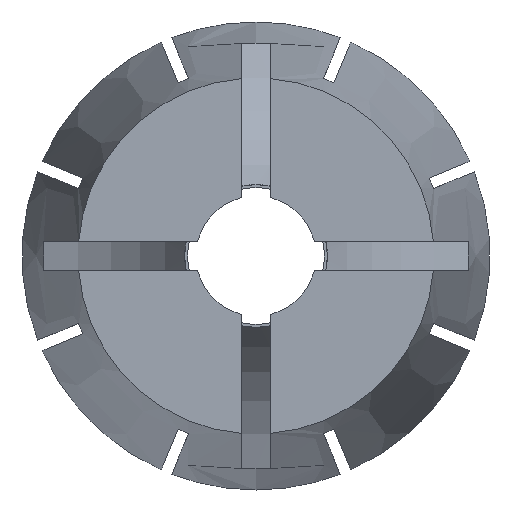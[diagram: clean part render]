
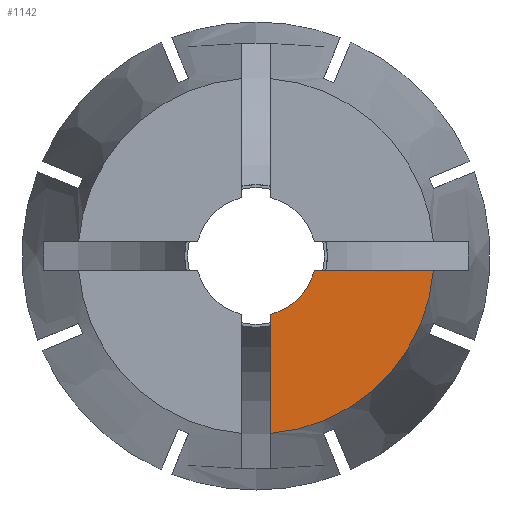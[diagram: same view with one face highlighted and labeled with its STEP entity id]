
A CAD part, left-side view. The second image highlights one B-rep face of the part: STEP entity #1142.
In plain terms, the highlighted planar face has unit normal (-1, 0, 0).
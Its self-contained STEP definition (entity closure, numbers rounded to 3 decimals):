
#75 = VECTOR ( 'NONE', #1104, 1000. ) ;
#118 = LINE ( 'NONE', #2481, #1615 ) ;
#182 = LINE ( 'NONE', #1148, #75 ) ;
#220 = EDGE_CURVE ( 'NONE', #3888, #1946, #3609, .T. ) ;
#232 = CIRCLE ( 'NONE', #2742, 5.265 ) ;
#431 = AXIS2_PLACEMENT_3D ( 'NONE', #3495, #3503, #3468 ) ;
#592 = CARTESIAN_POINT ( 'NONE',  ( -46., -15.595, 0. ) ) ;
#681 = DIRECTION ( 'NONE',  ( 0., 0., 1. ) ) ;
#690 = PLANE ( 'NONE',  #3213 ) ;
#691 = DIRECTION ( 'NONE',  ( -1., 0., 0. ) ) ;
#1104 = DIRECTION ( 'NONE',  ( 0., 0., -1. ) ) ;
#1142 = ADVANCED_FACE ( 'NONE', ( #1246 ), #690, .T. ) ;
#1148 = CARTESIAN_POINT ( 'NONE',  ( -46., -1.25, 0. ) ) ;
#1243 = EDGE_CURVE ( 'NONE', #3990, #1269, #232, .T. ) ;
#1246 = FACE_OUTER_BOUND ( 'NONE', #2809, .T. ) ;
#1258 = EDGE_CURVE ( 'NONE', #1269, #1946, #182, .T. ) ;
#1261 = EDGE_CURVE ( 'NONE', #3990, #3888, #118, .T. ) ;
#1269 = VERTEX_POINT ( 'NONE', #2558 ) ;
#1452 = DIRECTION ( 'NONE',  ( 0., -1., 0. ) ) ;
#1522 = ORIENTED_EDGE ( 'NONE', *, *, #1261, .F. ) ;
#1525 = ORIENTED_EDGE ( 'NONE', *, *, #220, .F. ) ;
#1528 = ORIENTED_EDGE ( 'NONE', *, *, #1258, .T. ) ;
#1599 = ORIENTED_EDGE ( 'NONE', *, *, #1243, .T. ) ;
#1615 = VECTOR ( 'NONE', #1452, 1000. ) ;
#1890 = CARTESIAN_POINT ( 'NONE',  ( -46., -1.25, -15.545 ) ) ;
#1946 = VERTEX_POINT ( 'NONE', #1890 ) ;
#1983 = CARTESIAN_POINT ( 'NONE',  ( -46., -5.114, -1.25 ) ) ;
#2481 = CARTESIAN_POINT ( 'NONE',  ( -46., -15.595, -1.25 ) ) ;
#2558 = CARTESIAN_POINT ( 'NONE',  ( -46., -1.25, -5.114 ) ) ;
#2742 = AXIS2_PLACEMENT_3D ( 'NONE', #4075, #4093, #4066 ) ;
#2809 = EDGE_LOOP ( 'NONE', ( #1599, #1528, #1525, #1522 ) ) ;
#3213 = AXIS2_PLACEMENT_3D ( 'NONE', #592, #691, #681 ) ;
#3468 = DIRECTION ( 'NONE',  ( 0., 0., -1. ) ) ;
#3485 = CARTESIAN_POINT ( 'NONE',  ( -46., -15.545, -1.25 ) ) ;
#3495 = CARTESIAN_POINT ( 'NONE',  ( -46., 0., 0. ) ) ;
#3503 = DIRECTION ( 'NONE',  ( 1., 0., 0. ) ) ;
#3609 = CIRCLE ( 'NONE', #431, 15.595 ) ;
#3888 = VERTEX_POINT ( 'NONE', #3485 ) ;
#3990 = VERTEX_POINT ( 'NONE', #1983 ) ;
#4066 = DIRECTION ( 'NONE',  ( 0., 0., -1. ) ) ;
#4075 = CARTESIAN_POINT ( 'NONE',  ( -46., 0., 0. ) ) ;
#4093 = DIRECTION ( 'NONE',  ( 1., 0., 0. ) ) ;
